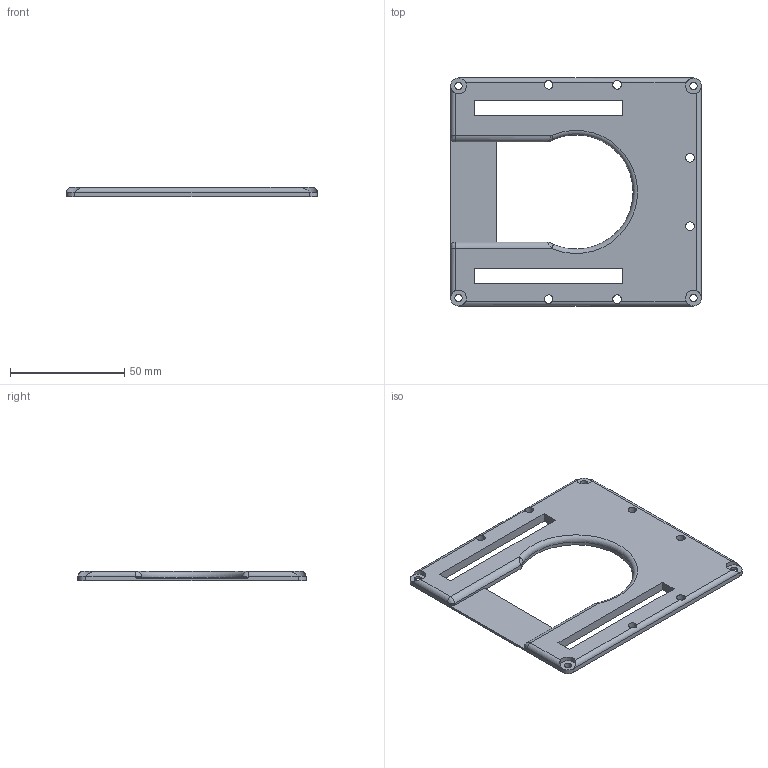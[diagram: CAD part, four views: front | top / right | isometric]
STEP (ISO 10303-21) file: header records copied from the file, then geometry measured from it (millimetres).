
FILE_DESCRIPTION(/* description */ (''),/* implementation_level */ '2;1');
FILE_NAME(/* name */ '',/* time_stamp */ '2025-07-18T09:20:38+08:00',/* author */ (''),/* organization */ (''),/* preprocessor_version */ 'ST-DEVELOPER v20.1',/* originating_system */ 'Autodesk Translation Framework v14.10.0.0',/* authorisation */ '');
FILE_SCHEMA (('AUTOMOTIVE_DESIGN { 1 0 10303 214 3 1 1 }'));
Length unit declared in the file: millimetre
Products named in the file (2): 盖; 零部件1
Assembly tree (1 placements, depth 2):
  盖
    零部件1
Bounding box: 110 x 100 x 4 mm (x, y, z)
Volume: 26195.8 mm3; surface area: 18196.6 mm2
Topology: 1 solids, 1 shells, 65 faces, 182 edges, 112 vertices
Faces by surface type: cylinder 28, plane 24, bspline 12, torus 1
Full cylindrical faces by diameter (mm): 3.2 x4, 3.8 x6, 5.5 x2
Entity records: 2689 total; most frequent: CARTESIAN_POINT 997, ORIENTED_EDGE 354, DIRECTION 312, EDGE_CURVE 177, VERTEX_POINT 111, AXIS2_PLACEMENT_3D 111, LINE 90, VECTOR 90
